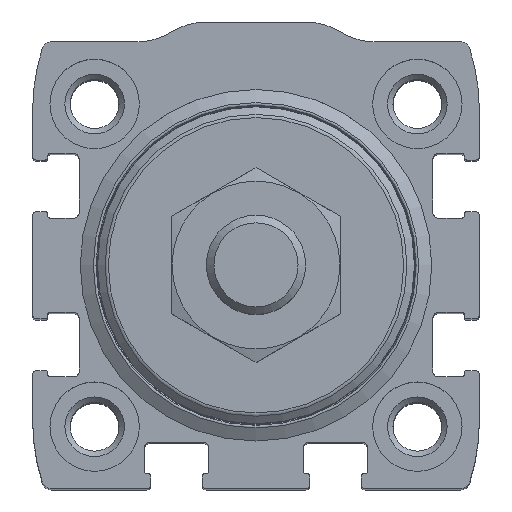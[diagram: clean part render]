
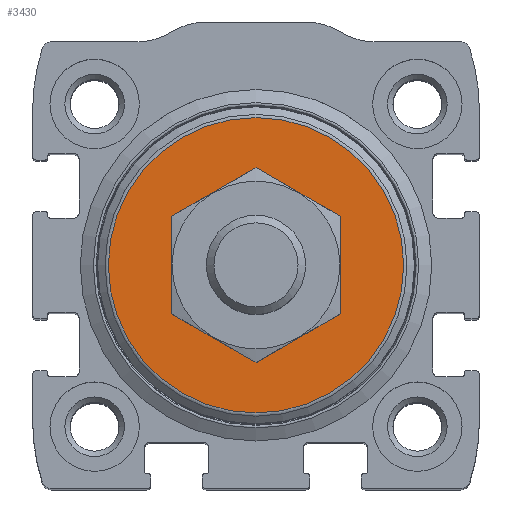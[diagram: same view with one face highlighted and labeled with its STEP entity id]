
A CAD part, top view. The second image highlights one B-rep face of the part: STEP entity #3430.
In plain terms, the highlighted planar face has unit normal (0, 0, 1).
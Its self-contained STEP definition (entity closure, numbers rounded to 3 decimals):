
#262=CIRCLE('',#3858,14.875);
#263=CIRCLE('',#3860,6.173);
#1185=ORIENTED_EDGE('',*,*,#1704,.T.);
#1186=ORIENTED_EDGE('',*,*,#1703,.F.);
#1703=EDGE_CURVE('',#2050,#2050,#262,.T.);
#1704=EDGE_CURVE('',#2051,#2051,#263,.T.);
#2050=VERTEX_POINT('',#5875);
#2051=VERTEX_POINT('',#5878);
#2807=EDGE_LOOP('',(#1185));
#2808=EDGE_LOOP('',(#1186));
#3105=FACE_BOUND('',#2807,.T.);
#3106=FACE_BOUND('',#2808,.T.);
#3238=PLANE('',#3859);
#3430=ADVANCED_FACE('',(#3105,#3106),#3238,.T.);
#3858=AXIS2_PLACEMENT_3D('',#5874,#4858,#4859);
#3859=AXIS2_PLACEMENT_3D('',#5876,#4860,#4861);
#3860=AXIS2_PLACEMENT_3D('',#5877,#4862,#4863);
#4858=DIRECTION('',(0.,0.,-1.));
#4859=DIRECTION('',(-1.,0.,0.));
#4860=DIRECTION('',(0.,0.,1.));
#4861=DIRECTION('',(1.,0.,0.));
#4862=DIRECTION('',(0.,0.,-1.));
#4863=DIRECTION('',(-1.,0.,0.));
#5874=CARTESIAN_POINT('',(0.,0.,74.8));
#5875=CARTESIAN_POINT('',(-14.875,0.,74.8));
#5876=CARTESIAN_POINT('',(0.,14.875,74.8));
#5877=CARTESIAN_POINT('',(0.,0.,74.8));
#5878=CARTESIAN_POINT('',(-6.173,0.,74.8));
